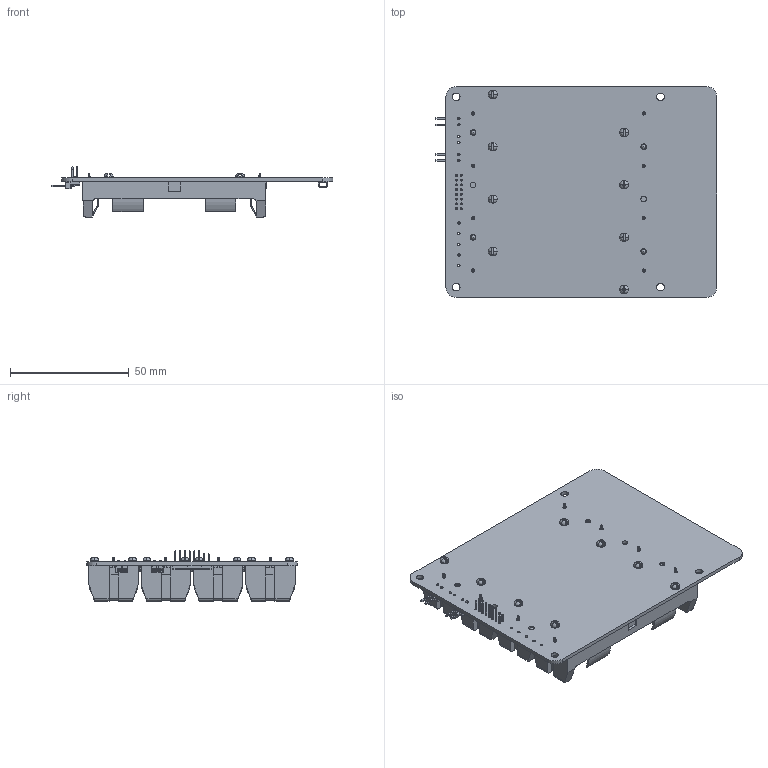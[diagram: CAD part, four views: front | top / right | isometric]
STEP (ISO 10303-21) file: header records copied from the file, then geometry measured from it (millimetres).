
FILE_DESCRIPTION(('Open CASCADE Model'),'2;1');
FILE_NAME('Open CASCADE Shape Model','2021-03-25T07:12:28',('Author'),( 'Open CASCADE'),'Open CASCADE STEP processor 6.8','Open CASCADE 6.8' ,'Unknown');
FILE_SCHEMA(('AUTOMOTIVE_DESIGN { 1 0 10303 214 1 1 1 1 }'));
Length unit declared in the file: millimetre
Products named in the file (25): PCB; Board; H2; MTMM-103-03-S-D-243; _MTMM-103-03-S-D-243_pins; _MTMM-103-03-S-D-243_body; H1; H3; MTMM-102-02-S-D-196; _MTMM-102-02-S-D-196_pins; _MTMM-102-02-S-D-196_body; B1; keystone-PN1043; B2; B3; B4; JP2; TSW-102-08-X-S-RA; JP4; VC4; hook; VC3; VC2; VC1; VC0
Assembly tree (33 placements, depth 4):
  PCB
    Board
    H2
      MTMM-103-03-S-D-243
        _MTMM-103-03-S-D-243_pins
        _MTMM-103-03-S-D-243_body
    H1
      MTMM-103-03-S-D-243
        _MTMM-103-03-S-D-243_pins
        _MTMM-103-03-S-D-243_body
    H3
      MTMM-102-02-S-D-196
        _MTMM-102-02-S-D-196_pins
        _MTMM-102-02-S-D-196_body
    B1
      keystone-PN1043
    B2
      keystone-PN1043
    B3
      keystone-PN1043
    B4
      keystone-PN1043
    JP2
      TSW-102-08-X-S-RA
    JP4
      TSW-102-08-X-S-RA
    VC4
      hook
    VC3
      hook
    VC2
      hook
    VC1
      hook
    VC0
      hook
Bounding box: 118.28 x 88.64 x 21.03 mm (x, y, z)
Volume: 15715.2 mm3; surface area: 46510.6 mm2
Topology: 14 solids, 34 shells, 3339 faces, 9587 edges, 6298 vertices
Faces by surface type: plane 2466, bspline 612, cylinder 209, revolution 32, torus 16, sphere 4
Full cylindrical faces by diameter (mm): 0.762 x16, 1 x6, 1.02 x5, 1.321 x8, 2.388 x6, 3.175 x4, 3.454 x8
Entity records: 49307 total; most frequent: CARTESIAN_POINT 15535, ORIENTED_EDGE 5757, DIRECTION 4828, EDGE_CURVE 3017, LINE 2412, VECTOR 2412, VERTEX_POINT 1964, FACE_BOUND 1281
